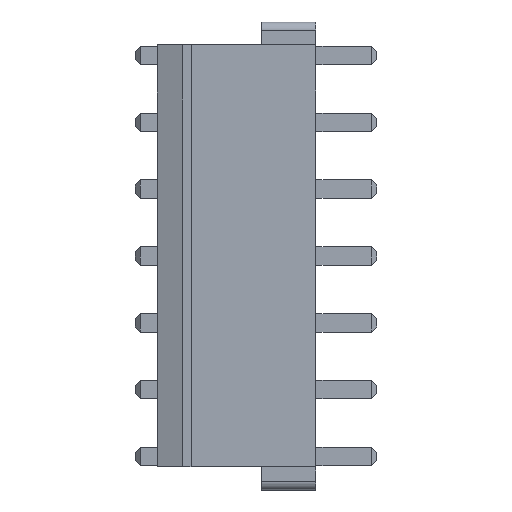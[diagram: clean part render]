
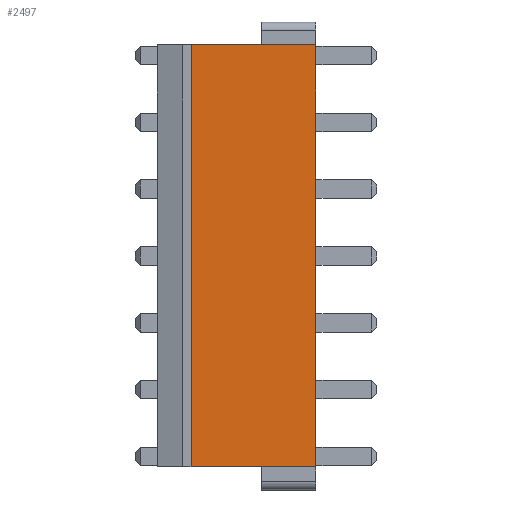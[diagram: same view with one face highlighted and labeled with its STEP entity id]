
A CAD part, top view. The second image highlights one B-rep face of the part: STEP entity #2497.
In plain terms, the highlighted planar face has unit normal (0, 0, 1).
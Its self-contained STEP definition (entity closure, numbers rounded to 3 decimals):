
#191=FACE_OUTER_BOUND('',#351,.T.);
#351=EDGE_LOOP('',(#2191,#2192,#2193,#2194));
#644=LINE('',#3915,#970);
#665=LINE('',#3962,#991);
#674=LINE('',#3979,#1000);
#679=LINE('',#3989,#1005);
#970=VECTOR('',#3232,10.);
#991=VECTOR('',#3275,10.);
#1000=VECTOR('',#3286,10.);
#1005=VECTOR('',#3299,10.);
#1188=VERTEX_POINT('',#3912);
#1189=VERTEX_POINT('',#3914);
#1204=VERTEX_POINT('',#3960);
#1211=VERTEX_POINT('',#3978);
#1505=EDGE_CURVE('',#1189,#1188,#644,.T.);
#1529=EDGE_CURVE('',#1188,#1204,#665,.T.);
#1538=EDGE_CURVE('',#1211,#1189,#674,.T.);
#1543=EDGE_CURVE('',#1211,#1204,#679,.T.);
#2191=ORIENTED_EDGE('',*,*,#1529,.T.);
#2192=ORIENTED_EDGE('',*,*,#1543,.F.);
#2193=ORIENTED_EDGE('',*,*,#1538,.T.);
#2194=ORIENTED_EDGE('',*,*,#1505,.T.);
#2351=PLANE('',#2671);
#2497=ADVANCED_FACE('',(#191),#2351,.T.);
#2671=AXIS2_PLACEMENT_3D('',#3988,#3297,#3298);
#3232=DIRECTION('',(0.,1.,0.));
#3275=DIRECTION('',(-1.,0.,0.));
#3286=DIRECTION('',(1.,0.,0.));
#3297=DIRECTION('center_axis',(0.,0.,1.));
#3298=DIRECTION('ref_axis',(1.,0.,0.));
#3299=DIRECTION('',(0.,1.,0.));
#3912=CARTESIAN_POINT('',(0.,12.5,8.));
#3914=CARTESIAN_POINT('',(0.,-12.5,8.));
#3915=CARTESIAN_POINT('',(0.,0.,8.));
#3960=CARTESIAN_POINT('',(-7.4,12.5,8.));
#3962=CARTESIAN_POINT('',(-3.7,12.5,8.));
#3978=CARTESIAN_POINT('',(-7.4,-12.5,8.));
#3979=CARTESIAN_POINT('',(-10.385,-12.5,8.));
#3988=CARTESIAN_POINT('Origin',(-7.4,0.,8.));
#3989=CARTESIAN_POINT('',(-7.4,0.,8.));
